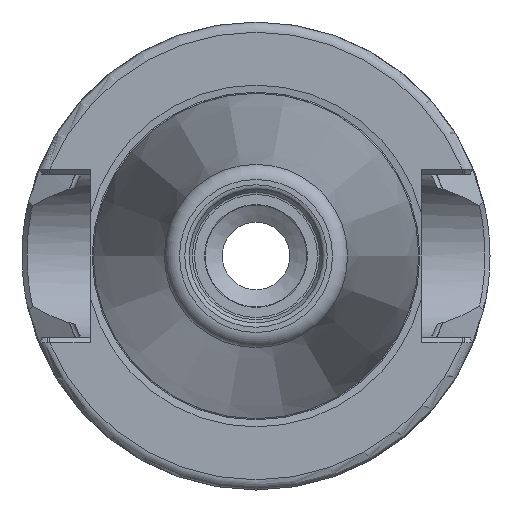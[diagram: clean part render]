
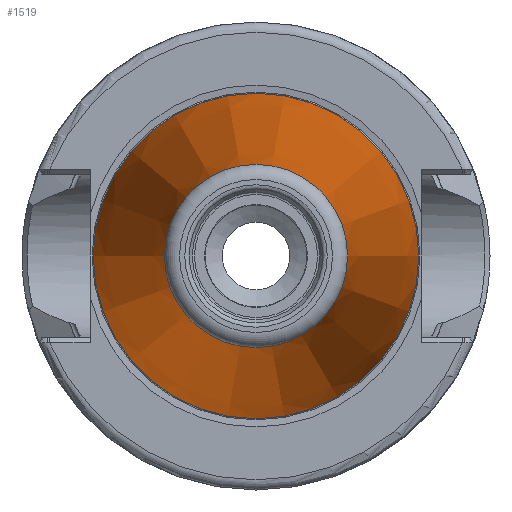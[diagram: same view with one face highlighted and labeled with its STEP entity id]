
A CAD part, left-side view. The second image highlights one B-rep face of the part: STEP entity #1519.
In plain terms, the highlighted conical face has half-angle 8.297 degrees and reference radius 12.502 mm.
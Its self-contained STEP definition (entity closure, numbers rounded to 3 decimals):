
#92=CONICAL_SURFACE('',#1705,12.502,0.145);
#216=FACE_OUTER_BOUND('',#302,.T.);
#302=EDGE_LOOP('',(#1390,#1391,#1392,#1393,#1394,#1395,#1396));
#375=LINE('',#3281,#446);
#446=VECTOR('',#2121,12.502);
#541=CIRCLE('',#1701,9.004);
#542=CIRCLE('',#1702,9.004);
#543=CIRCLE('',#1703,9.004);
#545=CIRCLE('',#1706,15.999);
#546=CIRCLE('',#1707,15.999);
#706=VERTEX_POINT('',#3269);
#707=VERTEX_POINT('',#3270);
#708=VERTEX_POINT('',#3272);
#709=VERTEX_POINT('',#3277);
#710=VERTEX_POINT('',#3278);
#936=EDGE_CURVE('',#706,#707,#541,.T.);
#937=EDGE_CURVE('',#708,#706,#542,.T.);
#938=EDGE_CURVE('',#707,#708,#543,.T.);
#940=EDGE_CURVE('',#709,#710,#545,.T.);
#941=EDGE_CURVE('',#710,#709,#546,.T.);
#942=EDGE_CURVE('',#710,#708,#375,.T.);
#1390=ORIENTED_EDGE('',*,*,#940,.F.);
#1391=ORIENTED_EDGE('',*,*,#941,.F.);
#1392=ORIENTED_EDGE('',*,*,#942,.T.);
#1393=ORIENTED_EDGE('',*,*,#937,.T.);
#1394=ORIENTED_EDGE('',*,*,#936,.T.);
#1395=ORIENTED_EDGE('',*,*,#938,.T.);
#1396=ORIENTED_EDGE('',*,*,#942,.F.);
#1519=ADVANCED_FACE('',(#216),#92,.T.);
#1701=AXIS2_PLACEMENT_3D('',#3271,#2107,#2108);
#1702=AXIS2_PLACEMENT_3D('',#3273,#2109,#2110);
#1703=AXIS2_PLACEMENT_3D('',#3274,#2111,#2112);
#1705=AXIS2_PLACEMENT_3D('',#3276,#2115,#2116);
#1706=AXIS2_PLACEMENT_3D('',#3279,#2117,#2118);
#1707=AXIS2_PLACEMENT_3D('',#3280,#2119,#2120);
#2107=DIRECTION('center_axis',(1.,0.,0.));
#2108=DIRECTION('ref_axis',(0.,0.,-1.));
#2109=DIRECTION('center_axis',(1.,0.,0.));
#2110=DIRECTION('ref_axis',(0.,0.,-1.));
#2111=DIRECTION('center_axis',(1.,0.,0.));
#2112=DIRECTION('ref_axis',(0.,0.,-1.));
#2115=DIRECTION('center_axis',(1.,0.,0.));
#2116=DIRECTION('ref_axis',(0.,1.,0.));
#2117=DIRECTION('center_axis',(1.,0.,0.));
#2118=DIRECTION('ref_axis',(0.,0.,-1.));
#2119=DIRECTION('center_axis',(1.,0.,0.));
#2120=DIRECTION('ref_axis',(0.,0.,-1.));
#2121=DIRECTION('',(-0.99,0.144,0.));
#3269=CARTESIAN_POINT('',(-47.116,9.004,0.));
#3270=CARTESIAN_POINT('',(-47.116,0.,9.004));
#3271=CARTESIAN_POINT('Origin',(-47.116,0.,
0.));
#3272=CARTESIAN_POINT('',(-47.116,-9.004,0.));
#3273=CARTESIAN_POINT('Origin',(-47.116,0.,
0.));
#3274=CARTESIAN_POINT('Origin',(-47.116,0.,
0.));
#3276=CARTESIAN_POINT('Origin',(-23.132,0.,
0.));
#3277=CARTESIAN_POINT('',(0.852,15.999,0.));
#3278=CARTESIAN_POINT('',(0.852,-15.999,0.));
#3279=CARTESIAN_POINT('Origin',(0.852,0.,
0.));
#3280=CARTESIAN_POINT('Origin',(0.852,0.,
0.));
#3281=CARTESIAN_POINT('',(-23.132,-12.502,0.));
